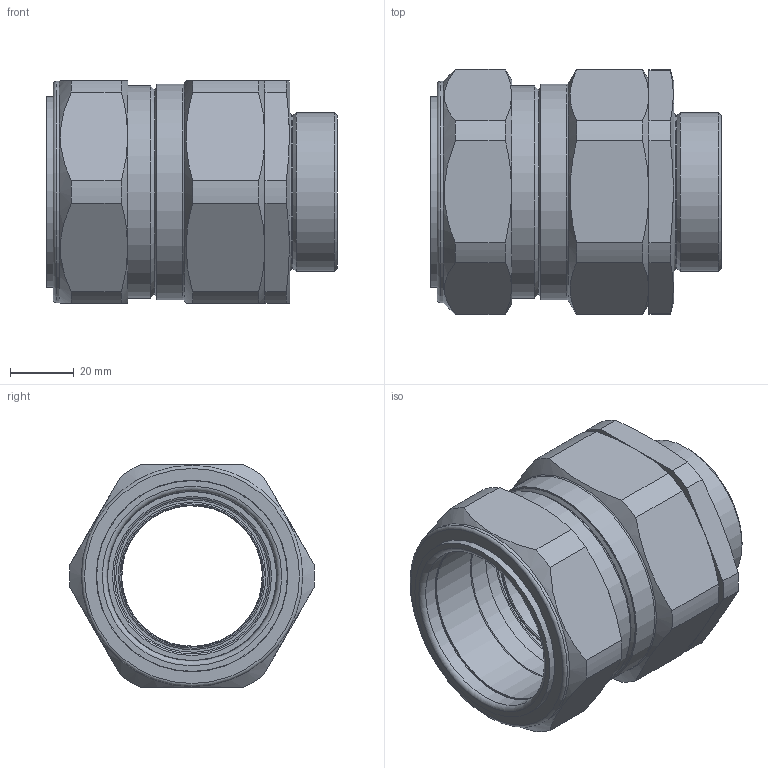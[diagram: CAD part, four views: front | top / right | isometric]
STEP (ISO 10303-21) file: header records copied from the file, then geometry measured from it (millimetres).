
FILE_DESCRIPTION (( 'STEP AP203' ), '1' );
FILE_NAME ('50C2K1RA.STEP', '2018-02-26T11:36:13', ( '' ), ( '' ), 'SwSTEP 2.0', 'SolidWorks 2017', '' );
FILE_SCHEMA (( 'CONFIG_CONTROL_DESIGN' ));
Length unit declared in the file: millimetre
Products named in the file (1): 50C2K1RA
Bounding box: 91.5 x 77.07 x 70.1 mm (x, y, z)
Surface area: 45553.1 mm2 (no closed solid volume)
Topology: 0 solids, 9 shells, 95 faces, 229 edges, 145 vertices
Faces by surface type: cone 30, plane 29, cylinder 29, torus 7
Full cylindrical faces by diameter (mm): 44.2 x1, 44.85 x1, 47.95 x1, 50 x1, 53.1 x1, 53.2 x1, 53.95 x1, 64.266 x1, 66.675 x1, 67.7 x1, 69.6 x1
Entity records: 2885 total; most frequent: CARTESIAN_POINT 788, DIRECTION 436, ORIENTED_EDGE 352, AXIS2_PLACEMENT_3D 197, EDGE_CURVE 185, EDGE_LOOP 142, VERTEX_POINT 137, FACE_OUTER_BOUND 113
